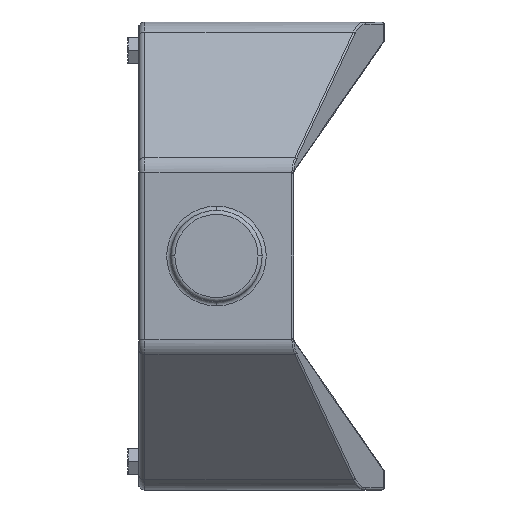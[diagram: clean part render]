
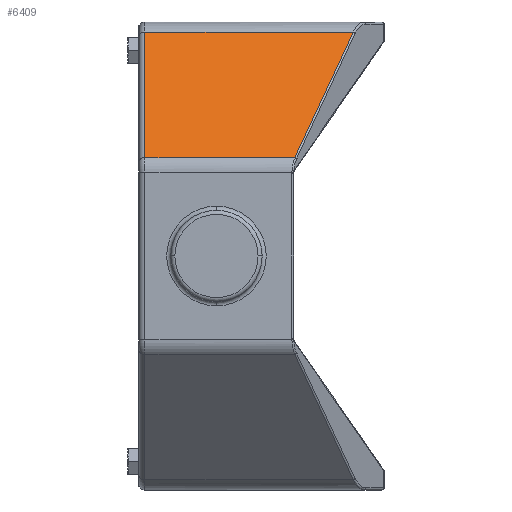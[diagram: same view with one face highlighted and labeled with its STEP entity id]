
A CAD part, left-side view. The second image highlights one B-rep face of the part: STEP entity #6409.
In plain terms, the highlighted planar face has unit normal (-0.707, 0, 0.707).
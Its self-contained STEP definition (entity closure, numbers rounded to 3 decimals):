
#63 = PLANE ( 'NONE',  #8124 ) ;
#480 = DIRECTION ( 'NONE',  ( -0.707, 0., -0.707 ) ) ;
#511 = LINE ( 'NONE', #4181, #7224 ) ;
#854 = DIRECTION ( 'NONE',  ( 0.672, -0.313, 0.672 ) ) ;
#855 = CARTESIAN_POINT ( 'NONE',  ( -70.719, 120., 109.521 ) ) ;
#890 = DIRECTION ( 'NONE',  ( -0.707, 0., -0.707 ) ) ;
#974 = FACE_OUTER_BOUND ( 'NONE', #6079, .T. ) ;
#1285 = VERTEX_POINT ( 'NONE', #2992 ) ;
#2118 = ORIENTED_EDGE ( 'NONE', *, *, #10265, .T. ) ;
#2331 = LINE ( 'NONE', #6376, #6574 ) ;
#2621 = ORIENTED_EDGE ( 'NONE', *, *, #9946, .T. ) ;
#2716 = CARTESIAN_POINT ( 'NONE',  ( -132.071, 120., 48.169 ) ) ;
#2992 = CARTESIAN_POINT ( 'NONE',  ( -132.071, 117., 48.169 ) ) ;
#3413 = LINE ( 'NONE', #6286, #9904 ) ;
#3531 = CARTESIAN_POINT ( 'NONE',  ( -70.719, 117., 109.521 ) ) ;
#3573 = DIRECTION ( 'NONE',  ( 0., -1., 0. ) ) ;
#4100 = VERTEX_POINT ( 'NONE', #3531 ) ;
#4181 = CARTESIAN_POINT ( 'NONE',  ( -92.779, 25.385, 87.461 ) ) ;
#5930 = DIRECTION ( 'NONE',  ( 0.707, 0., -0.707 ) ) ;
#6079 = EDGE_LOOP ( 'NONE', ( #8024, #2621, #7852, #2118 ) ) ;
#6286 = CARTESIAN_POINT ( 'NONE',  ( -70.719, 120., 109.521 ) ) ;
#6363 = CARTESIAN_POINT ( 'NONE',  ( -132.071, 43.707, 48.169 ) ) ;
#6376 = CARTESIAN_POINT ( 'NONE',  ( -70.719, 117., 109.521 ) ) ;
#6409 = ADVANCED_FACE ( 'NONE', ( #974 ), #63, .F. ) ;
#6429 = VECTOR ( 'NONE', #3573, 1000. ) ;
#6574 = VECTOR ( 'NONE', #480, 1000. ) ;
#7134 = DIRECTION ( 'NONE',  ( 0., -1., 0. ) ) ;
#7224 = VECTOR ( 'NONE', #854, 1000. ) ;
#7852 = ORIENTED_EDGE ( 'NONE', *, *, #10725, .F. ) ;
#8024 = ORIENTED_EDGE ( 'NONE', *, *, #10573, .T. ) ;
#8124 = AXIS2_PLACEMENT_3D ( 'NONE', #855, #5930, #890 ) ;
#8703 = LINE ( 'NONE', #2716, #6429 ) ;
#9128 = VERTEX_POINT ( 'NONE', #9686 ) ;
#9214 = VERTEX_POINT ( 'NONE', #6363 ) ;
#9686 = CARTESIAN_POINT ( 'NONE',  ( -70.719, 15.098, 109.521 ) ) ;
#9904 = VECTOR ( 'NONE', #7134, 1000. ) ;
#9946 = EDGE_CURVE ( 'NONE', #9214, #9128, #511, .T. ) ;
#10265 = EDGE_CURVE ( 'NONE', #4100, #1285, #2331, .T. ) ;
#10573 = EDGE_CURVE ( 'NONE', #1285, #9214, #8703, .T. ) ;
#10725 = EDGE_CURVE ( 'NONE', #4100, #9128, #3413, .T. ) ;
